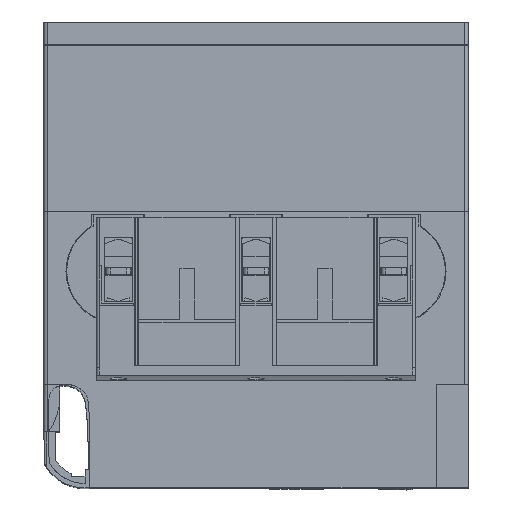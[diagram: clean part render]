
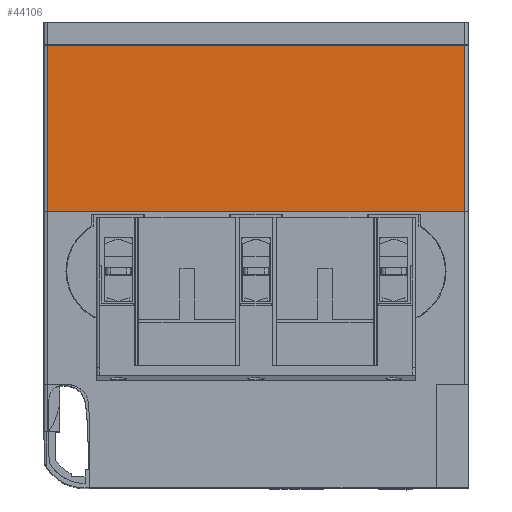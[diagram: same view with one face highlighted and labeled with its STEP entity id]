
A CAD part, top view. The second image highlights one B-rep face of the part: STEP entity #44106.
In plain terms, the highlighted planar face has unit normal (0, 0, 1).
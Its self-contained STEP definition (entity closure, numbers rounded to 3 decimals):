
#42428=EDGE_CURVE('',#69156,#63010,#91194,.T.);
#44106=ADVANCED_FACE('',(#93033),#93034,.T.);
#45448=VERTEX_POINT('',#94500);
#50136=VERTEX_POINT('',#99659);
#62358=EDGE_CURVE('',#45448,#69156,#113012,.T.);
#63010=VERTEX_POINT('',#113727);
#68750=EDGE_CURVE('',#45448,#50136,#120030,.T.);
#69156=VERTEX_POINT('',#120475);
#70104=EDGE_CURVE('',#50136,#63010,#121518,.T.);
#91194=LINE('',#154447,#154448);
#93033=FACE_OUTER_BOUND('',#157491,.T.);
#93034=PLANE('',#157492);
#94500=CARTESIAN_POINT('',(-91.0,-10.0,127.8));
#99659=CARTESIAN_POINT('',(91.0,-10.0,127.8));
#113012=LINE('',#188702,#188703);
#113727=CARTESIAN_POINT('',(91.0,-82.5,127.8));
#120030=LINE('',#199764,#199765);
#120475=CARTESIAN_POINT('',(-91.0,-82.5,127.8));
#121518=LINE('',#202276,#202277);
#154447=CARTESIAN_POINT('',(91.0,-82.5,127.8));
#154448=VECTOR('',#225273,1.0);
#157491=EDGE_LOOP('',(#227211,#227212,#227213,#227214));
#157492=AXIS2_PLACEMENT_3D('',#227215,#227216,#227217);
#188702=CARTESIAN_POINT('',(-91.0,0.0,127.8));
#188703=VECTOR('',#248920,1.0);
#199764=CARTESIAN_POINT('',(0.375,-10.0,127.8));
#199765=VECTOR('',#256743,1.0);
#202276=CARTESIAN_POINT('',(91.0,0.0,127.8));
#202277=VECTOR('',#258360,1.0);
#225273=DIRECTION('',(1.0,0.0,0.0));
#227211=ORIENTED_EDGE('',*,*,#68750,.F.);
#227212=ORIENTED_EDGE('',*,*,#62358,.T.);
#227213=ORIENTED_EDGE('',*,*,#42428,.T.);
#227214=ORIENTED_EDGE('',*,*,#70104,.F.);
#227215=CARTESIAN_POINT('',(-91.0,0.0,127.8));
#227216=DIRECTION('',(0.0,0.0,1.0));
#227217=DIRECTION('',(-1.0,0.0,0.0));
#248920=DIRECTION('',(0.0,-1.0,0.0));
#256743=DIRECTION('',(1.0,0.0,-0.0));
#258360=DIRECTION('',(0.0,-1.0,0.0));
